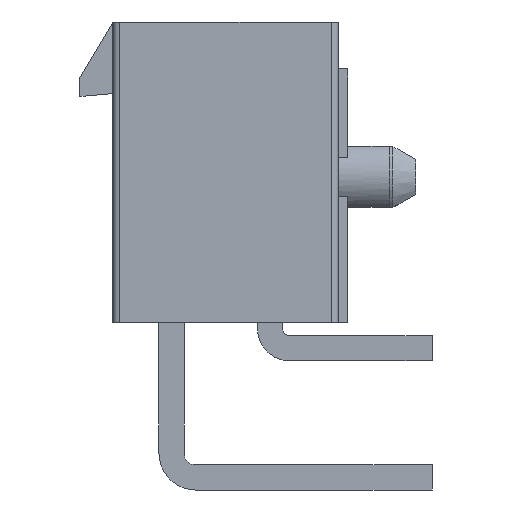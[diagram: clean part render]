
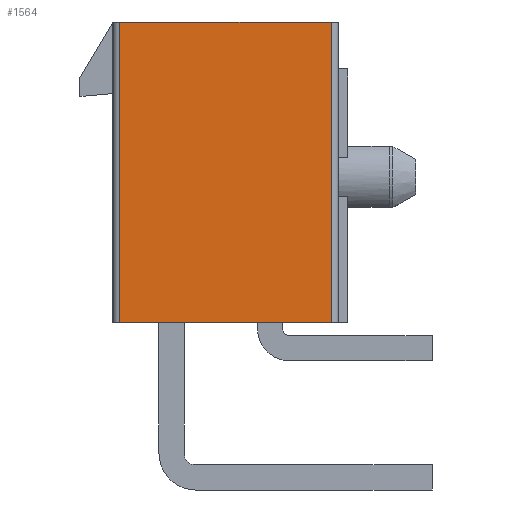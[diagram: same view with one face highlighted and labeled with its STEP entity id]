
A CAD part, left-side view. The second image highlights one B-rep face of the part: STEP entity #1564.
In plain terms, the highlighted planar face has unit normal (-1, 0, 0).
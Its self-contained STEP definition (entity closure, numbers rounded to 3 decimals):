
#69=FACE_OUTER_BOUND('',#158,.T.);
#158=EDGE_LOOP('',(#1075,#1076,#1077,#1078));
#278=LINE('',#2226,#469);
#304=LINE('',#2286,#495);
#305=LINE('',#2289,#496);
#306=LINE('',#2290,#497);
#469=VECTOR('',#1789,9.);
#495=VECTOR('',#1833,12.8);
#496=VECTOR('',#1836,9.);
#497=VECTOR('',#1837,12.8);
#661=VERTEX_POINT('',#2223);
#662=VERTEX_POINT('',#2225);
#687=VERTEX_POINT('',#2284);
#688=VERTEX_POINT('',#2288);
#809=EDGE_CURVE('',#662,#661,#278,.T.);
#840=EDGE_CURVE('',#687,#661,#304,.T.);
#841=EDGE_CURVE('',#688,#687,#305,.T.);
#842=EDGE_CURVE('',#688,#662,#306,.T.);
#1075=ORIENTED_EDGE('',*,*,#840,.F.);
#1076=ORIENTED_EDGE('',*,*,#841,.F.);
#1077=ORIENTED_EDGE('',*,*,#842,.T.);
#1078=ORIENTED_EDGE('',*,*,#809,.T.);
#1491=PLANE('',#1671);
#1564=ADVANCED_FACE('',(#69),#1491,.T.);
#1671=AXIS2_PLACEMENT_3D('',#2287,#1834,#1835);
#1789=DIRECTION('',(0.,1.,0.));
#1833=DIRECTION('',(0.,0.,1.));
#1834=DIRECTION('center_axis',(-1.,0.,0.));
#1835=DIRECTION('ref_axis',(0.,1.,0.));
#1836=DIRECTION('',(0.,1.,0.));
#1837=DIRECTION('',(0.,0.,1.));
#2223=CARTESIAN_POINT('',(-2.7,9.7,0.));
#2225=CARTESIAN_POINT('',(-2.7,0.7,0.));
#2226=CARTESIAN_POINT('',(-2.7,0.7,0.));
#2284=CARTESIAN_POINT('',(-2.7,9.7,-12.8));
#2286=CARTESIAN_POINT('',(-2.7,9.7,-12.8));
#2287=CARTESIAN_POINT('Origin',(-2.7,0.4,0.));
#2288=CARTESIAN_POINT('',(-2.7,0.7,-12.8));
#2289=CARTESIAN_POINT('',(-2.7,0.7,-12.8));
#2290=CARTESIAN_POINT('',(-2.7,0.7,-12.8));
